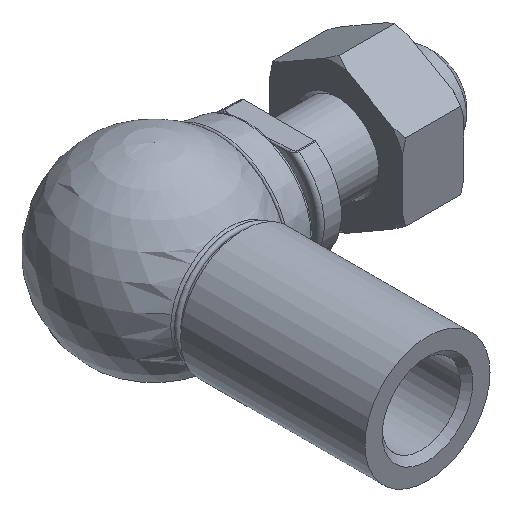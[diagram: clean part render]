
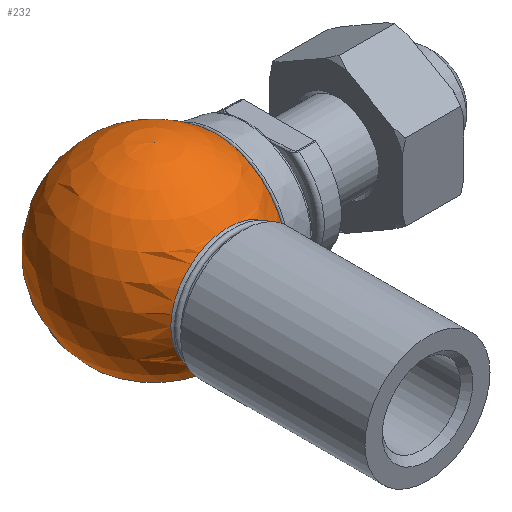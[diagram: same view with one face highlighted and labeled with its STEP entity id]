
A CAD part, isometric view. The second image highlights one B-rep face of the part: STEP entity #232.
In plain terms, the highlighted spherical face has radius 12 mm.
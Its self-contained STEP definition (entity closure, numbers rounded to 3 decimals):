
#12 = CARTESIAN_POINT ( 'NONE',  ( 6.953, 5.419, -8.142 ) ) ;
#83 = CARTESIAN_POINT ( 'NONE',  ( 6.812, 5.46, -8.233 ) ) ;
#113 = CARTESIAN_POINT ( 'NONE',  ( 6.403, 6.119, -8.098 ) ) ;
#126 = B_SPLINE_CURVE_WITH_KNOTS ( 'NONE', 3,
 ( #1767, #2033, #2969, #1071, #83, #862, #1802, #2735, #1057, #113, #1746, #576, #1494, #1043, #1524, #2445, #338, #2701, #1299, #2227, #1997, #1541, #2934, #1157, #1885, #462, #1404, #2100, #2328, #2785, #1372, #217, #413, #3036 ),
 .UNSPECIFIED., .T., .F.,
 ( 4, 2, 2, 2, 2, 2, 2, 2, 2, 2, 2, 2, 2, 2, 2, 2, 4 ),
 ( 0., 0., 0., 0., 0.001, 0.001, 0.001, 0.002, 0.002, 0.002, 0.002, 0.002, 0.002, 0.003, 0.003, 0.003, 0.003 ),
 .UNSPECIFIED. ) ;
#130 = CARTESIAN_POINT ( 'NONE',  ( 6.39, -6.16, -8.077 ) ) ;
#148 = CARTESIAN_POINT ( 'NONE',  ( 6.482, -6.62, -7.626 ) ) ;
#162 = CARTESIAN_POINT ( 'NONE',  ( 8., -8.944, 0. ) ) ;
#216 = ORIENTED_EDGE ( 'NONE', *, *, #2767, .F. ) ;
#217 = CARTESIAN_POINT ( 'NONE',  ( 7.025, 5.481, -8.038 ) ) ;
#232 = ADVANCED_FACE ( 'NONE', ( #813, #339, #358, #1284 ), #1998, .T. ) ;
#338 = CARTESIAN_POINT ( 'NONE',  ( 6.424, 6.612, -7.682 ) ) ;
#339 = FACE_BOUND ( 'NONE', #2912, .T. ) ;
#358 = FACE_BOUND ( 'NONE', #2864, .T. ) ;
#411 = CARTESIAN_POINT ( 'NONE',  ( 7.051, -5.602, -7.931 ) ) ;
#413 = CARTESIAN_POINT ( 'NONE',  ( 7.002, 5.433, -8.091 ) ) ;
#462 = CARTESIAN_POINT ( 'NONE',  ( 6.911, 6.18, -7.619 ) ) ;
#526 = DIRECTION ( 'NONE',  ( 1., 0., 0. ) ) ;
#576 = CARTESIAN_POINT ( 'NONE',  ( 6.348, 6.413, -7.911 ) ) ;
#622 = CARTESIAN_POINT ( 'NONE',  ( 6.538, -6.616, -7.581 ) ) ;
#638 = CARTESIAN_POINT ( 'NONE',  ( 6.888, -5.418, -8.197 ) ) ;
#686 = CARTESIAN_POINT ( 'NONE',  ( 6.426, -6.624, -7.67 ) ) ;
#813 = FACE_BOUND ( 'NONE', #2256, .T. ) ;
#843 = CARTESIAN_POINT ( 'NONE',  ( 6.602, -6.578, -7.56 ) ) ;
#862 = CARTESIAN_POINT ( 'NONE',  ( 6.733, 5.528, -8.253 ) ) ;
#907 = ORIENTED_EDGE ( 'NONE', *, *, #2081, .F. ) ;
#920 = CARTESIAN_POINT ( 'NONE',  ( 6.352, -6.503, -7.834 ) ) ;
#953 = VERTEX_POINT ( 'NONE', #12 ) ;
#1020 = CARTESIAN_POINT ( 'NONE',  ( 6.482, -6.62, -7.626 ) ) ;
#1043 = CARTESIAN_POINT ( 'NONE',  ( 6.367, 6.541, -7.79 ) ) ;
#1057 = CARTESIAN_POINT ( 'NONE',  ( 6.502, 5.878, -8.197 ) ) ;
#1071 = CARTESIAN_POINT ( 'NONE',  ( 6.841, 5.441, -8.222 ) ) ;
#1089 = CIRCLE ( 'NONE', #2557, 7.346 ) ;
#1104 = CARTESIAN_POINT ( 'NONE',  ( 6.708, -6.486, -7.546 ) ) ;
#1119 = CARTESIAN_POINT ( 'NONE',  ( 7.046, -5.546, -7.975 ) ) ;
#1131 = VERTEX_POINT ( 'NONE', #2714 ) ;
#1157 = CARTESIAN_POINT ( 'NONE',  ( 6.81, 6.357, -7.565 ) ) ;
#1229 = ORIENTED_EDGE ( 'NONE', *, *, #1263, .F. ) ;
#1263 = EDGE_CURVE ( 'NONE', #953, #953, #126, .T. ) ;
#1284 = FACE_OUTER_BOUND ( 'NONE', #1443, .T. ) ;
#1299 = CARTESIAN_POINT ( 'NONE',  ( 6.502, 6.62, -7.609 ) ) ;
#1306 = EDGE_CURVE ( 'NONE', #1131, #1131, #1089, .T. ) ;
#1315 = VERTEX_POINT ( 'NONE', #162 ) ;
#1338 = CARTESIAN_POINT ( 'NONE',  ( 6.701, -5.566, -8.253 ) ) ;
#1355 = CARTESIAN_POINT ( 'NONE',  ( 6.876, -6.261, -7.586 ) ) ;
#1372 = CARTESIAN_POINT ( 'NONE',  ( 7.05, 5.584, -7.945 ) ) ;
#1404 = CARTESIAN_POINT ( 'NONE',  ( 6.939, 6.12, -7.642 ) ) ;
#1443 = EDGE_LOOP ( 'NONE', ( #1821 ) ) ;
#1460 = DIRECTION ( 'NONE',  ( 0., -1., 0. ) ) ;
#1462 = VERTEX_POINT ( 'NONE', #1020 ) ;
#1494 = CARTESIAN_POINT ( 'NONE',  ( 6.348, 6.469, -7.866 ) ) ;
#1524 = CARTESIAN_POINT ( 'NONE',  ( 6.376, 6.563, -7.764 ) ) ;
#1541 = CARTESIAN_POINT ( 'NONE',  ( 6.675, 6.519, -7.546 ) ) ;
#1569 = CARTESIAN_POINT ( 'NONE',  ( 6.968, -5.422, -8.127 ) ) ;
#1571 = DIRECTION ( 'NONE',  ( 0., -1., 0. ) ) ;
#1600 = CARTESIAN_POINT ( 'NONE',  ( 6.483, -5.919, -8.183 ) ) ;
#1668 = AXIS2_PLACEMENT_3D ( 'NONE', #2935, #2970, #2736 ) ;
#1683 = CARTESIAN_POINT ( 'NONE',  ( 8., 0., 0. ) ) ;
#1742 = AXIS2_PLACEMENT_3D ( 'NONE', #1683, #526, #1460 ) ;
#1746 = CARTESIAN_POINT ( 'NONE',  ( 6.366, 6.242, -8.033 ) ) ;
#1767 = CARTESIAN_POINT ( 'NONE',  ( 6.953, 5.419, -8.142 ) ) ;
#1800 = CARTESIAN_POINT ( 'NONE',  ( 6.389, -6.59, -7.73 ) ) ;
#1802 = CARTESIAN_POINT ( 'NONE',  ( 6.688, 5.584, -8.252 ) ) ;
#1821 = ORIENTED_EDGE ( 'NONE', *, *, #1306, .F. ) ;
#1834 = CARTESIAN_POINT ( 'NONE',  ( 6.658, -5.622, -8.25 ) ) ;
#1836 = DIRECTION ( 'NONE',  ( 1., 0., 0. ) ) ;
#1885 = CARTESIAN_POINT ( 'NONE',  ( 6.847, 6.298, -7.58 ) ) ;
#1997 = CARTESIAN_POINT ( 'NONE',  ( 6.591, 6.581, -7.566 ) ) ;
#1998 = SPHERICAL_SURFACE ( 'NONE', #1668, 12. ) ;
#2014 = CARTESIAN_POINT ( 'NONE',  ( 7.005, -5.453, -8.074 ) ) ;
#2033 = CARTESIAN_POINT ( 'NONE',  ( 6.929, 5.412, -8.167 ) ) ;
#2081 = EDGE_CURVE ( 'NONE', #1462, #1462, #2529, .T. ) ;
#2082 = CARTESIAN_POINT ( 'NONE',  ( 7.018, -5.474, -8.049 ) ) ;
#2100 = CARTESIAN_POINT ( 'NONE',  ( 7.009, 5.939, -7.722 ) ) ;
#2227 = CARTESIAN_POINT ( 'NONE',  ( 6.562, 6.598, -7.577 ) ) ;
#2241 = CARTESIAN_POINT ( 'NONE',  ( 6.802, -5.468, -8.236 ) ) ;
#2256 = EDGE_LOOP ( 'NONE', ( #907 ) ) ;
#2260 = CARTESIAN_POINT ( 'NONE',  ( 6.754, -6.431, -7.552 ) ) ;
#2275 = CARTESIAN_POINT ( 'NONE',  ( 7.02, -5.898, -7.742 ) ) ;
#2314 = CARTESIAN_POINT ( 'NONE',  ( 6.543, -5.797, -8.223 ) ) ;
#2328 = CARTESIAN_POINT ( 'NONE',  ( 7.04, 5.817, -7.786 ) ) ;
#2445 = CARTESIAN_POINT ( 'NONE',  ( 6.405, 6.599, -7.709 ) ) ;
#2489 = CARTESIAN_POINT ( 'NONE',  ( 6.482, -6.62, -7.626 ) ) ;
#2510 = CARTESIAN_POINT ( 'NONE',  ( 6.357, -6.281, -8.01 ) ) ;
#2526 = CARTESIAN_POINT ( 'NONE',  ( 6.858, -5.432, -8.214 ) ) ;
#2529 = B_SPLINE_CURVE_WITH_KNOTS ( 'NONE', 3,
 ( #2489, #686, #1800, #920, #2953, #2510, #130, #1600, #2314, #1834, #1338, #2734, #2241, #2526, #638, #2542, #1569, #2014, #2082, #1119, #411, #2769, #2275, #2968, #1355, #2260, #1104, #843, #622, #148 ),
 .UNSPECIFIED., .T., .F.,
 ( 4, 2, 2, 2, 2, 2, 2, 2, 2, 2, 2, 2, 2, 2, 4 ),
 ( 0., 0., 0., 0.001, 0.001, 0.001, 0.002, 0.002, 0.002, 0.002, 0.002, 0.003, 0.003, 0.003, 0.003 ),
 .UNSPECIFIED. ) ;
#2542 = CARTESIAN_POINT ( 'NONE',  ( 6.944, -5.413, -8.153 ) ) ;
#2557 = AXIS2_PLACEMENT_3D ( 'NONE', #2805, #1571, #1836 ) ;
#2701 = CARTESIAN_POINT ( 'NONE',  ( 6.473, 6.623, -7.631 ) ) ;
#2714 = CARTESIAN_POINT ( 'NONE',  ( 7.346, -9.488, 0. ) ) ;
#2734 = CARTESIAN_POINT ( 'NONE',  ( 6.775, -5.492, -8.243 ) ) ;
#2735 = CARTESIAN_POINT ( 'NONE',  ( 6.566, 5.755, -8.234 ) ) ;
#2736 = DIRECTION ( 'NONE',  ( 1., 0., 0. ) ) ;
#2767 = EDGE_CURVE ( 'NONE', #1315, #1315, #3033, .T. ) ;
#2769 = CARTESIAN_POINT ( 'NONE',  ( 7.048, -5.775, -7.81 ) ) ;
#2785 = CARTESIAN_POINT ( 'NONE',  ( 7.052, 5.642, -7.902 ) ) ;
#2805 = CARTESIAN_POINT ( 'NONE',  ( 0., -9.488, 0. ) ) ;
#2864 = EDGE_LOOP ( 'NONE', ( #216 ) ) ;
#2912 = EDGE_LOOP ( 'NONE', ( #1229 ) ) ;
#2934 = CARTESIAN_POINT ( 'NONE',  ( 6.724, 6.466, -7.548 ) ) ;
#2935 = CARTESIAN_POINT ( 'NONE',  ( 0., 0., 0. ) ) ;
#2953 = CARTESIAN_POINT ( 'NONE',  ( 6.348, -6.449, -7.881 ) ) ;
#2968 = CARTESIAN_POINT ( 'NONE',  ( 6.935, -6.14, -7.631 ) ) ;
#2969 = CARTESIAN_POINT ( 'NONE',  ( 6.899, 5.416, -8.19 ) ) ;
#2970 = DIRECTION ( 'NONE',  ( 0., 0., 1. ) ) ;
#3033 = CIRCLE ( 'NONE', #1742, 8.944 ) ;
#3036 = CARTESIAN_POINT ( 'NONE',  ( 6.953, 5.419, -8.142 ) ) ;
